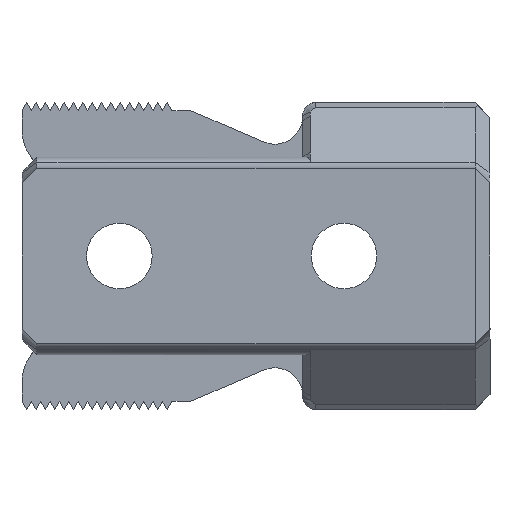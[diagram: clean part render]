
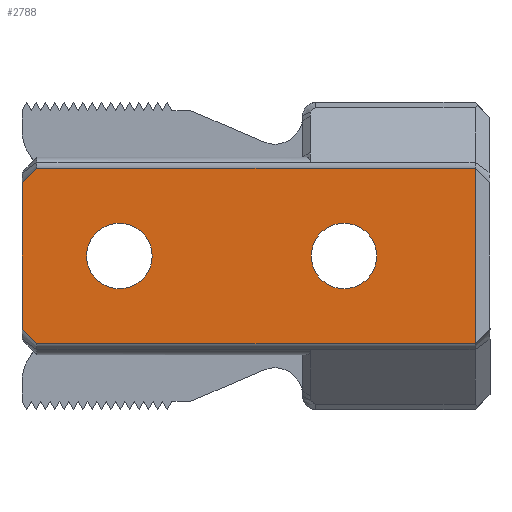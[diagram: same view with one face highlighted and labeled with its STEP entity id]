
A CAD part, front view. The second image highlights one B-rep face of the part: STEP entity #2788.
In plain terms, the highlighted planar face has unit normal (0, -1, 0).
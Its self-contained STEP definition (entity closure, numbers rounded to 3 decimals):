
#33=FACE_BOUND('',#339,.T.);
#34=FACE_BOUND('',#340,.T.);
#62=PLANE('',#2975);
#187=FACE_OUTER_BOUND('',#338,.T.);
#338=EDGE_LOOP('',(#2146,#2147,#2148,#2149,#2150,#2151));
#339=EDGE_LOOP('',(#2152));
#340=EDGE_LOOP('',(#2153));
#619=LINE('',#4204,#977);
#643=LINE('',#4261,#1001);
#644=LINE('',#4263,#1002);
#645=LINE('',#4265,#1003);
#646=LINE('',#4267,#1004);
#647=LINE('',#4268,#1005);
#977=VECTOR('',#3337,10.);
#1001=VECTOR('',#3381,10.);
#1002=VECTOR('',#3382,10.);
#1003=VECTOR('',#3383,10.);
#1004=VECTOR('',#3384,10.);
#1005=VECTOR('',#3385,10.);
#1214=CIRCLE('',#2976,1.75);
#1215=CIRCLE('',#2977,1.75);
#1387=VERTEX_POINT('',#4201);
#1388=VERTEX_POINT('',#4203);
#1411=VERTEX_POINT('',#4260);
#1412=VERTEX_POINT('',#4262);
#1413=VERTEX_POINT('',#4264);
#1414=VERTEX_POINT('',#4266);
#1415=VERTEX_POINT('',#4269);
#1416=VERTEX_POINT('',#4271);
#1671=EDGE_CURVE('',#1387,#1388,#619,.T.);
#1700=EDGE_CURVE('',#1387,#1411,#643,.T.);
#1701=EDGE_CURVE('',#1411,#1412,#644,.T.);
#1702=EDGE_CURVE('',#1412,#1413,#645,.T.);
#1703=EDGE_CURVE('',#1413,#1414,#646,.T.);
#1704=EDGE_CURVE('',#1414,#1388,#647,.T.);
#1705=EDGE_CURVE('',#1415,#1415,#1214,.T.);
#1706=EDGE_CURVE('',#1416,#1416,#1215,.T.);
#2146=ORIENTED_EDGE('',*,*,#1671,.F.);
#2147=ORIENTED_EDGE('',*,*,#1700,.T.);
#2148=ORIENTED_EDGE('',*,*,#1701,.T.);
#2149=ORIENTED_EDGE('',*,*,#1702,.T.);
#2150=ORIENTED_EDGE('',*,*,#1703,.T.);
#2151=ORIENTED_EDGE('',*,*,#1704,.T.);
#2152=ORIENTED_EDGE('',*,*,#1705,.T.);
#2153=ORIENTED_EDGE('',*,*,#1706,.T.);
#2788=ADVANCED_FACE('',(#187,#33,#34),#62,.F.);
#2975=AXIS2_PLACEMENT_3D('',#4259,#3379,#3380);
#2976=AXIS2_PLACEMENT_3D('',#4270,#3386,#3387);
#2977=AXIS2_PLACEMENT_3D('',#4272,#3388,#3389);
#3337=DIRECTION('',(0.,0.,-1.));
#3379=DIRECTION('center_axis',(0.,1.,0.));
#3380=DIRECTION('ref_axis',(0.,0.,-1.));
#3381=DIRECTION('',(-1.,0.,0.));
#3382=DIRECTION('',(-0.707,0.,-0.707));
#3383=DIRECTION('',(0.,0.,-1.));
#3384=DIRECTION('',(0.707,0.,-0.707));
#3385=DIRECTION('',(1.,0.,0.));
#3386=DIRECTION('center_axis',(0.,1.,0.));
#3387=DIRECTION('ref_axis',(1.,0.,0.));
#3388=DIRECTION('center_axis',(0.,1.,0.));
#3389=DIRECTION('ref_axis',(1.,0.,0.));
#4201=CARTESIAN_POINT('',(60.186,99.545,4.594));
#4203=CARTESIAN_POINT('',(60.186,99.545,-4.806));
#4204=CARTESIAN_POINT('',(60.186,99.545,-0.691));
#4259=CARTESIAN_POINT('Origin',(47.853,99.545,-1.275));
#4260=CARTESIAN_POINT('',(36.786,99.545,4.594));
#4261=CARTESIAN_POINT('',(54.419,99.545,4.594));
#4262=CARTESIAN_POINT('',(35.986,99.545,3.794));
#4263=CARTESIAN_POINT('',(37.885,99.545,5.693));
#4264=CARTESIAN_POINT('',(35.986,99.545,-4.006));
#4265=CARTESIAN_POINT('',(35.986,99.545,-0.691));
#4266=CARTESIAN_POINT('',(36.786,99.545,-4.806));
#4267=CARTESIAN_POINT('',(38.47,99.545,-6.49));
#4268=CARTESIAN_POINT('',(54.419,99.545,-4.806));
#4269=CARTESIAN_POINT('',(39.436,99.545,-0.106));
#4270=CARTESIAN_POINT('Origin',(41.186,99.545,-0.106));
#4271=CARTESIAN_POINT('',(51.436,99.545,-0.106));
#4272=CARTESIAN_POINT('Origin',(53.186,99.545,-0.106));
